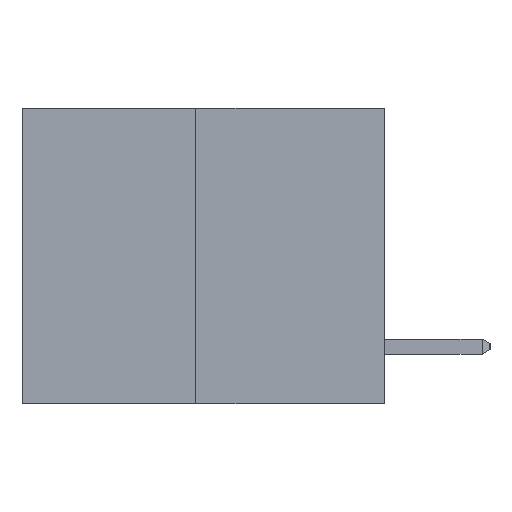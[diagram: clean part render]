
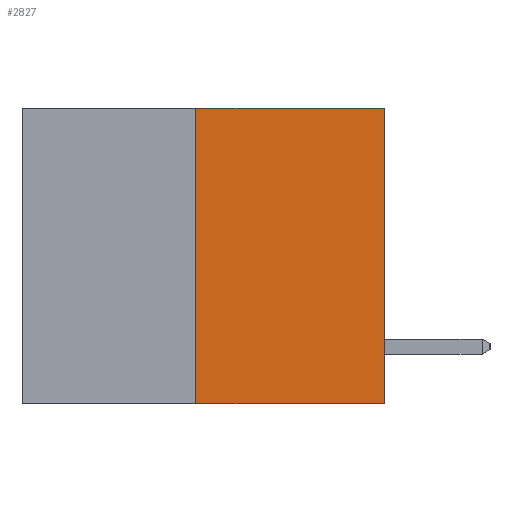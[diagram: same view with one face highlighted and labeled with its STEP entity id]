
A CAD part, left-side view. The second image highlights one B-rep face of the part: STEP entity #2827.
In plain terms, the highlighted planar face has unit normal (-1, 0, 0).
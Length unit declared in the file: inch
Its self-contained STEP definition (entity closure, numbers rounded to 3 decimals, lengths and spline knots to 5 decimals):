
#100 = DIRECTION ( 'NONE',  ( 0., 0., 1. ) ) ;
#305 = PLANE ( 'NONE',  #9370 ) ;
#333 = CARTESIAN_POINT ( 'NONE',  ( 0., 0.6, 0. ) ) ;
#473 = LINE ( 'NONE', #333, #5622 ) ;
#1024 = CARTESIAN_POINT ( 'NONE',  ( 0., 0.312, -0.49 ) ) ;
#1043 = CARTESIAN_POINT ( 'NONE',  ( 0., 0.312, -0.49 ) ) ;
#1156 = VECTOR ( 'NONE', #100, 39.37008 ) ;
#1344 = VERTEX_POINT ( 'NONE', #8910 ) ;
#1372 = EDGE_CURVE ( 'NONE', #8751, #6441, #11283, .T. ) ;
#1474 = EDGE_CURVE ( 'NONE', #3385, #1344, #473, .T. ) ;
#1789 = CARTESIAN_POINT ( 'NONE',  ( 0., 0., 0. ) ) ;
#1960 = CARTESIAN_POINT ( 'NONE',  ( 0., 0.6, -0.49 ) ) ;
#2819 = VECTOR ( 'NONE', #6339, 39.37008 ) ;
#2827 = ADVANCED_FACE ( 'NONE', ( #5907 ), #305, .F. ) ;
#2924 = CARTESIAN_POINT ( 'NONE',  ( 0., 0.312, 0. ) ) ;
#3385 = VERTEX_POINT ( 'NONE', #2924 ) ;
#3634 = EDGE_CURVE ( 'NONE', #8751, #3385, #3941, .T. ) ;
#3941 = LINE ( 'NONE', #1024, #1156 ) ;
#4663 = DIRECTION ( 'NONE',  ( 0., 0., -1. ) ) ;
#4726 = ORIENTED_EDGE ( 'NONE', *, *, #1372, .T. ) ;
#5538 = EDGE_LOOP ( 'NONE', ( #11208, #4726, #6917, #5722 ) ) ;
#5622 = VECTOR ( 'NONE', #10939, 39.37008 ) ;
#5722 = ORIENTED_EDGE ( 'NONE', *, *, #1474, .F. ) ;
#5907 = FACE_OUTER_BOUND ( 'NONE', #5538, .T. ) ;
#6339 = DIRECTION ( 'NONE',  ( 0., -1., 0. ) ) ;
#6441 = VERTEX_POINT ( 'NONE', #10433 ) ;
#6917 = ORIENTED_EDGE ( 'NONE', *, *, #8647, .T. ) ;
#7265 = CARTESIAN_POINT ( 'NONE',  ( 0., 0.6, 0. ) ) ;
#7304 = DIRECTION ( 'NONE',  ( 1., 0., 0. ) ) ;
#7314 = VECTOR ( 'NONE', #8844, 39.37008 ) ;
#8647 = EDGE_CURVE ( 'NONE', #6441, #1344, #9648, .T. ) ;
#8751 = VERTEX_POINT ( 'NONE', #1043 ) ;
#8844 = DIRECTION ( 'NONE',  ( 0., 0., 1. ) ) ;
#8910 = CARTESIAN_POINT ( 'NONE',  ( 0., 0., 0. ) ) ;
#9370 = AXIS2_PLACEMENT_3D ( 'NONE', #7265, #7304, #4663 ) ;
#9648 = LINE ( 'NONE', #1789, #7314 ) ;
#10433 = CARTESIAN_POINT ( 'NONE',  ( 0., 0., -0.49 ) ) ;
#10939 = DIRECTION ( 'NONE',  ( 0., -1., 0. ) ) ;
#11208 = ORIENTED_EDGE ( 'NONE', *, *, #3634, .F. ) ;
#11283 = LINE ( 'NONE', #1960, #2819 ) ;
